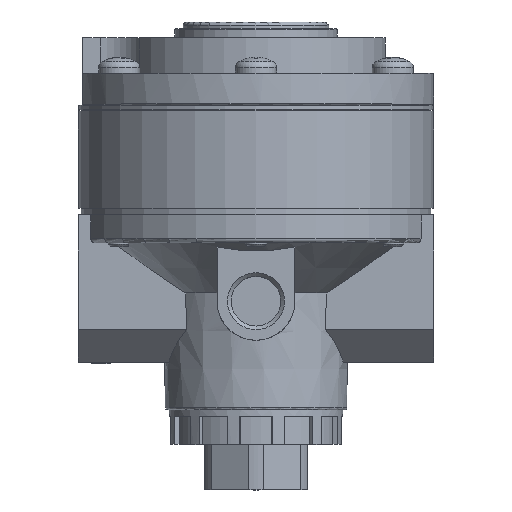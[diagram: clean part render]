
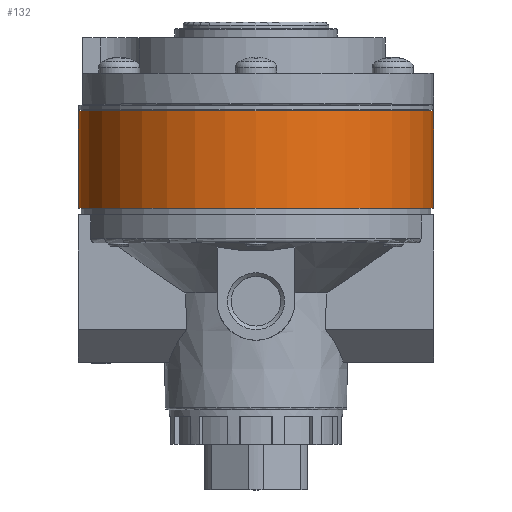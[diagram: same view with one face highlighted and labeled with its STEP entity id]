
A CAD part, top view. The second image highlights one B-rep face of the part: STEP entity #132.
In plain terms, the highlighted cylindrical face has radius 41 mm (diameter 82 mm), a full revolution.
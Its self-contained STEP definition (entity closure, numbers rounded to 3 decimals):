
#132 = ADVANCED_FACE( '', ( #531, #532 ), #533, .T. );
#531 = FACE_OUTER_BOUND( '', #1223, .T. );
#532 = FACE_OUTER_BOUND( '', #1224, .T. );
#533 = CYLINDRICAL_SURFACE( '', #1225, 41. );
#1223 = EDGE_LOOP( '', ( #2295 ) );
#1224 = EDGE_LOOP( '', ( #2296 ) );
#1225 = AXIS2_PLACEMENT_3D( '', #2297, #2298, #2299 );
#2295 = ORIENTED_EDGE( '', *, *, #4417, .F. );
#2296 = ORIENTED_EDGE( '', *, *, #4418, .T. );
#2297 = CARTESIAN_POINT( '', ( 0., -43.5, 0. ) );
#2298 = DIRECTION( '', ( 0., 1., 0. ) );
#2299 = DIRECTION( '', ( 0., 0., -1. ) );
#4417 = EDGE_CURVE( '', #5381, #5381, #5382, .T. );
#4418 = EDGE_CURVE( '', #5383, #5383, #5384, .T. );
#5381 = VERTEX_POINT( '', #6996 );
#5382 = CIRCLE( '', #6997, 41. );
#5383 = VERTEX_POINT( '', #6998 );
#5384 = CIRCLE( '', #6999, 41. );
#6996 = CARTESIAN_POINT( '', ( 0., 21.5, -41. ) );
#6997 = AXIS2_PLACEMENT_3D( '', #8603, #8604, #8605 );
#6998 = CARTESIAN_POINT( '', ( 0., 44., -41. ) );
#6999 = AXIS2_PLACEMENT_3D( '', #8606, #8607, #8608 );
#8603 = CARTESIAN_POINT( '', ( 0., 21.5, 0. ) );
#8604 = DIRECTION( '', ( 0., -1., 0. ) );
#8605 = DIRECTION( '', ( 0., 0., -1. ) );
#8606 = CARTESIAN_POINT( '', ( 0., 44., 0. ) );
#8607 = DIRECTION( '', ( 0., -1., 0. ) );
#8608 = DIRECTION( '', ( 0., 0., -1. ) );
